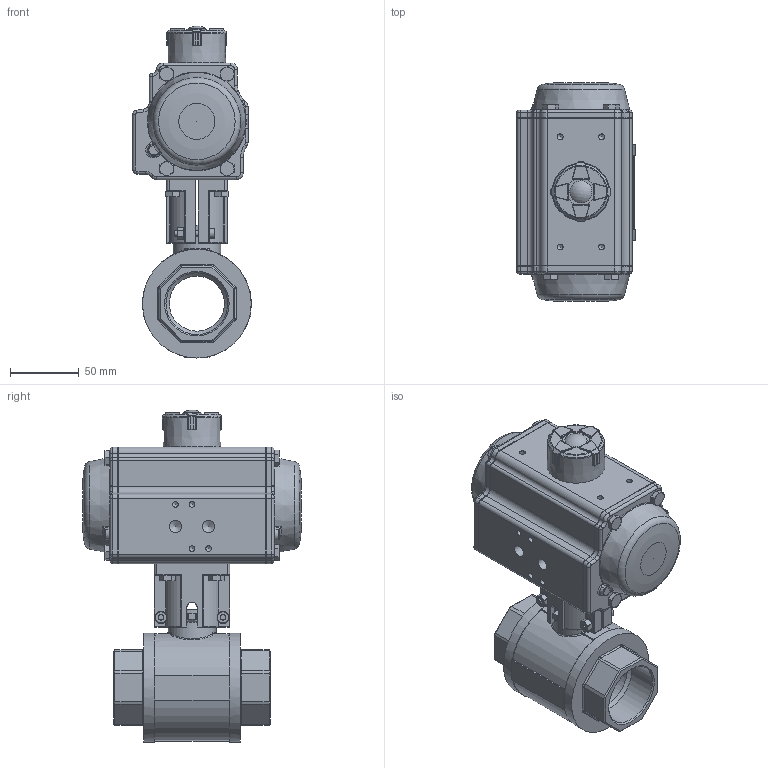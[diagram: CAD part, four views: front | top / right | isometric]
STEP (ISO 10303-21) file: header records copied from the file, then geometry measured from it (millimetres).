
FILE_DESCRIPTION(/* description */ ('Unknown'),/* implementation_level */ '2;1');
FILE_NAME(/* name */ 'DW03 0852-08',/* time_stamp */ '2022-10-20T12:44:40+02:00',/* author */ ('Unknown'),/* organization */ ('Unknown'),/* preprocessor_version */ 'ST-DEVELOPER v16.7',/* originating_system */ 'Solid Edge',/* authorisation */ 'Unknown');
FILE_SCHEMA (('AP242_MANAGED_MODEL_BASED_3D_ENGINEERING_MIM_LF { 1 0 10303 442 1 1 4 }','AUTOMOTIVE_DESIGN {1 0 10303 214 3 1 1}'));
Length unit declared in the file: millimetre
Products named in the file (14): FR26-2.852.040; 2.852.040; Backen F05, Durchmesser 36; DIN912M4x25; DIN126-M4; DIN934_M4; DW03_FR02_(DW36_FR26); KP-63; hexagon head bolts--product grade c gb_GB_FASTENER_BOLT_HHBC M6X30-N; cup head nib bolts with large head gb_GB_FASTENER_BOLT_CHNBW M6X25-N; _____________; ________(___________; ______; DIN558_M_6x30.1.3
Assembly tree (29 placements, depth 3):
  FR26-2.852.040
    2.852.040
    Backen F05, Durchmesser 36  x2
    DIN912M4x25  x2
    DIN126-M4  x2
    DIN934_M4  x2
    DW03_FR02_(DW36_FR26)
      KP-63
      hexagon head bolts--product grade c gb_GB_FASTENER_BOLT_HHBC M6X30-N  x8
      cup head nib bolts with large head gb_GB_FASTENER_BOLT_CHNBW M6X25-N
      _____________  x2
      ________(___________  x2
      ______
    DIN558_M_6x30.1.3  x4
Bounding box: 86.05 x 159 x 241.1 mm (x, y, z)
Volume: 1239694.2 mm3; surface area: 155515 mm2
Topology: 28 solids, 29 shells, 1295 faces, 3083 edges, 1850 vertices
Faces by surface type: plane 489, cylinder 396, cone 142, bspline 141, torus 112, sphere 15
Full cylindrical faces by diameter (mm): 2.325 x2, 3 x16, 3.242 x2, 3.3 x8, 4 x2, 4.2 x8, 4.5 x2, 4.66 x1, 5 x13, 5.6 x4, 6 x13, 6.2 x1, 6.647 x2, 6.8 x4, 7 x6, 8.8 x2, 9 x2, 15.8 x1, 20.2 x1, 25.5 x1, 28 x1, 35 x1, 38.5 x1, 40 x1, 44.845 x2, 79 x2
Entity records: 29565 total; most frequent: CARTESIAN_POINT 8103, DIRECTION 4124, ORIENTED_EDGE 3934, EDGE_CURVE 1967, AXIS2_PLACEMENT_3D 1609, VERTEX_POINT 1277, FACE_BOUND 1104, EDGE_LOOP 1078
